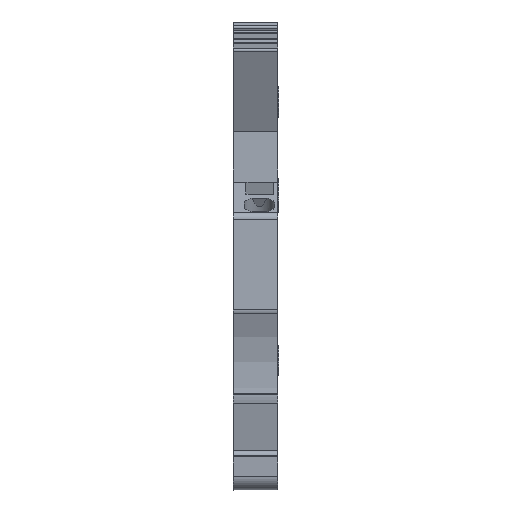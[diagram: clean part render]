
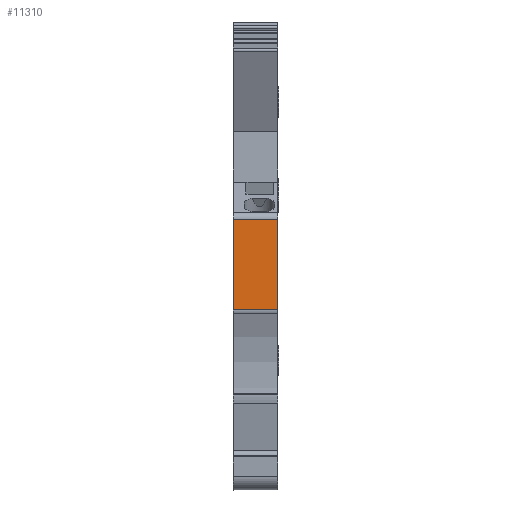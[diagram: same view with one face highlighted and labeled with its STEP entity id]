
A CAD part, front view. The second image highlights one B-rep face of the part: STEP entity #11310.
In plain terms, the highlighted planar face has unit normal (0, -1, 0).
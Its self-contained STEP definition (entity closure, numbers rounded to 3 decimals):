
#11297=AXIS2_PLACEMENT_3D('Plane Axis2P3D',#11294,#11295,#11296) ;
#2141=CARTESIAN_POINT('Vertex',(6.,0.,36.327)) ;
#2144=CARTESIAN_POINT('Line Origine',(6.,0.,30.242)) ;
#2148=CARTESIAN_POINT('Vertex',(6.,0.,24.157)) ;
#3622=CARTESIAN_POINT('Vertex',(0.,0.,24.157)) ;
#3625=CARTESIAN_POINT('Line Origine',(0.,0.,30.242)) ;
#3629=CARTESIAN_POINT('Vertex',(0.,0.,36.327)) ;
#11279=CARTESIAN_POINT('Line Origine',(2.39,0.,36.327)) ;
#11294=CARTESIAN_POINT('Axis2P3D Location',(6.,0.,24.157)) ;
#11299=CARTESIAN_POINT('Line Origine',(3.,0.,24.157)) ;
#2145=DIRECTION('Vector Direction',(0.,0.,1.)) ;
#3626=DIRECTION('Vector Direction',(0.,0.,1.)) ;
#11280=DIRECTION('Vector Direction',(1.,0.,0.)) ;
#11295=DIRECTION('Axis2P3D Direction',(0.,-1.,0.)) ;
#11296=DIRECTION('Axis2P3D XDirection',(0.,0.,1.)) ;
#11300=DIRECTION('Vector Direction',(-1.,0.,0.)) ;
#2146=VECTOR('Line Direction',#2145,1.) ;
#3627=VECTOR('Line Direction',#3626,1.) ;
#11281=VECTOR('Line Direction',#11280,1.) ;
#11301=VECTOR('Line Direction',#11300,1.) ;
#11305=ORIENTED_EDGE('',*,*,#3631,.F.) ;
#11306=ORIENTED_EDGE('',*,*,#11303,.F.) ;
#11307=ORIENTED_EDGE('',*,*,#2150,.T.) ;
#11308=ORIENTED_EDGE('',*,*,#11283,.T.) ;
#11310=ADVANCED_FACE('KLEMME',(#11309),#11298,.T.) ;
#2150=EDGE_CURVE('',#2149,#2142,#2147,.T.) ;
#3631=EDGE_CURVE('',#3623,#3630,#3628,.T.) ;
#11283=EDGE_CURVE('',#2142,#3630,#11282,.F.) ;
#11303=EDGE_CURVE('',#2149,#3623,#11302,.T.) ;
#11304=EDGE_LOOP('',(#11305,#11306,#11307,#11308)) ;
#11309=FACE_OUTER_BOUND('',#11304,.T.) ;
#2147=LINE('Line',#2144,#2146) ;
#3628=LINE('Line',#3625,#3627) ;
#11282=LINE('Line',#11279,#11281) ;
#11302=LINE('Line',#11299,#11301) ;
#11298=PLANE('',#11297) ;
#2142=VERTEX_POINT('',#2141) ;
#2149=VERTEX_POINT('',#2148) ;
#3623=VERTEX_POINT('',#3622) ;
#3630=VERTEX_POINT('',#3629) ;
